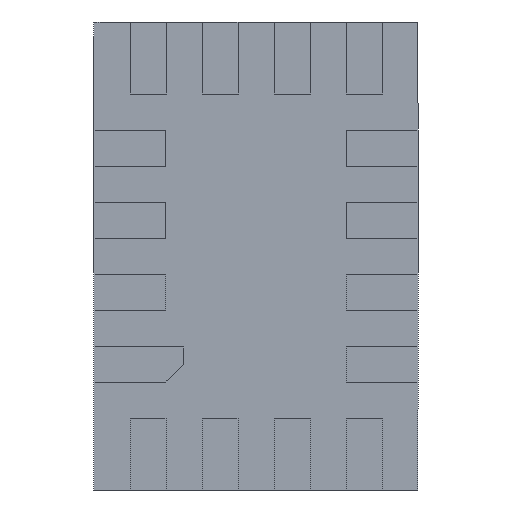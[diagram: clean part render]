
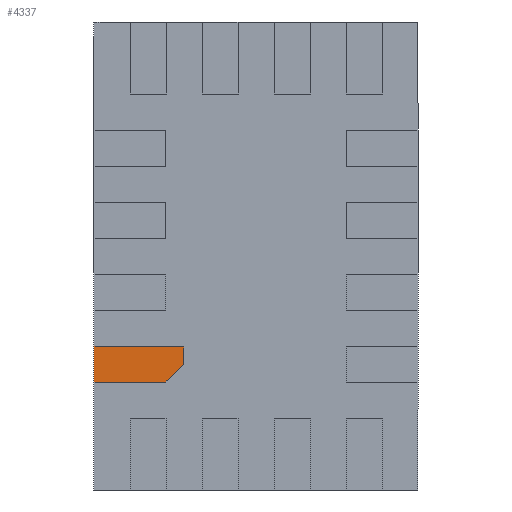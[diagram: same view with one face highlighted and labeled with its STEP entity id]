
A CAD part, front view. The second image highlights one B-rep face of the part: STEP entity #4337.
In plain terms, the highlighted planar face has unit normal (0, -1, 0).
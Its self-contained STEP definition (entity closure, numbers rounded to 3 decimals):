
#87 = DIRECTION ( 'NONE',  ( 0.707, 0., 0.707 ) ) ;
#457 = VERTEX_POINT ( 'NONE', #1394 ) ;
#465 = DIRECTION ( 'NONE',  ( 0., 0., 1. ) ) ;
#690 = DIRECTION ( 'NONE',  ( 0., 1., 0. ) ) ;
#833 = ORIENTED_EDGE ( 'NONE', *, *, #5355, .T. ) ;
#868 = EDGE_CURVE ( 'NONE', #457, #4882, #5167, .T. ) ;
#871 = AXIS2_PLACEMENT_3D ( 'NONE', #5024, #690, #1651 ) ;
#937 = CARTESIAN_POINT ( 'NONE',  ( -0.4, 0., -0.6 ) ) ;
#1086 = FACE_OUTER_BOUND ( 'NONE', #1377, .T. ) ;
#1147 = LINE ( 'NONE', #937, #3225 ) ;
#1377 = EDGE_LOOP ( 'NONE', ( #4736, #3663, #833, #1740, #4551 ) ) ;
#1390 = CARTESIAN_POINT ( 'NONE',  ( -0.9, 0., -0.5 ) ) ;
#1394 = CARTESIAN_POINT ( 'NONE',  ( -0.9, 0., -0.5 ) ) ;
#1651 = DIRECTION ( 'NONE',  ( 0., 0., 1. ) ) ;
#1740 = ORIENTED_EDGE ( 'NONE', *, *, #4481, .T. ) ;
#2137 = DIRECTION ( 'NONE',  ( 1., 0., 0. ) ) ;
#2626 = CARTESIAN_POINT ( 'NONE',  ( -0.5, 0., -0.5 ) ) ;
#3028 = CARTESIAN_POINT ( 'NONE',  ( -0.4, 0., -0.5 ) ) ;
#3044 = LINE ( 'NONE', #4566, #5275 ) ;
#3225 = VECTOR ( 'NONE', #465, 1000. ) ;
#3373 = LINE ( 'NONE', #4713, #3521 ) ;
#3520 = DIRECTION ( 'NONE',  ( -1., 0., 0. ) ) ;
#3521 = VECTOR ( 'NONE', #3520, 1000. ) ;
#3663 = ORIENTED_EDGE ( 'NONE', *, *, #4576, .F. ) ;
#3717 = VECTOR ( 'NONE', #3856, 1000. ) ;
#3856 = DIRECTION ( 'NONE',  ( 0., 0., 1. ) ) ;
#3932 = CARTESIAN_POINT ( 'NONE',  ( -0.5, 0., -0.7 ) ) ;
#4144 = CARTESIAN_POINT ( 'NONE',  ( -0.9, 0., -0.7 ) ) ;
#4337 = ADVANCED_FACE ( 'NONE', ( #1086 ), #4594, .F. ) ;
#4357 = LINE ( 'NONE', #1390, #3717 ) ;
#4422 = VECTOR ( 'NONE', #2137, 1000. ) ;
#4440 = VERTEX_POINT ( 'NONE', #4144 ) ;
#4441 = VERTEX_POINT ( 'NONE', #3932 ) ;
#4481 = EDGE_CURVE ( 'NONE', #5803, #4882, #1147, .T. ) ;
#4551 = ORIENTED_EDGE ( 'NONE', *, *, #868, .F. ) ;
#4566 = CARTESIAN_POINT ( 'NONE',  ( -0.5, 0., -0.7 ) ) ;
#4576 = EDGE_CURVE ( 'NONE', #4441, #4440, #3373, .T. ) ;
#4594 = PLANE ( 'NONE',  #871 ) ;
#4713 = CARTESIAN_POINT ( 'NONE',  ( -0.5, 0., -0.7 ) ) ;
#4736 = ORIENTED_EDGE ( 'NONE', *, *, #5841, .F. ) ;
#4882 = VERTEX_POINT ( 'NONE', #3028 ) ;
#5024 = CARTESIAN_POINT ( 'NONE',  ( 0., 0., 0. ) ) ;
#5167 = LINE ( 'NONE', #2626, #4422 ) ;
#5275 = VECTOR ( 'NONE', #87, 1000. ) ;
#5355 = EDGE_CURVE ( 'NONE', #4441, #5803, #3044, .T. ) ;
#5803 = VERTEX_POINT ( 'NONE', #5860 ) ;
#5841 = EDGE_CURVE ( 'NONE', #4440, #457, #4357, .T. ) ;
#5860 = CARTESIAN_POINT ( 'NONE',  ( -0.4, 0., -0.6 ) ) ;
